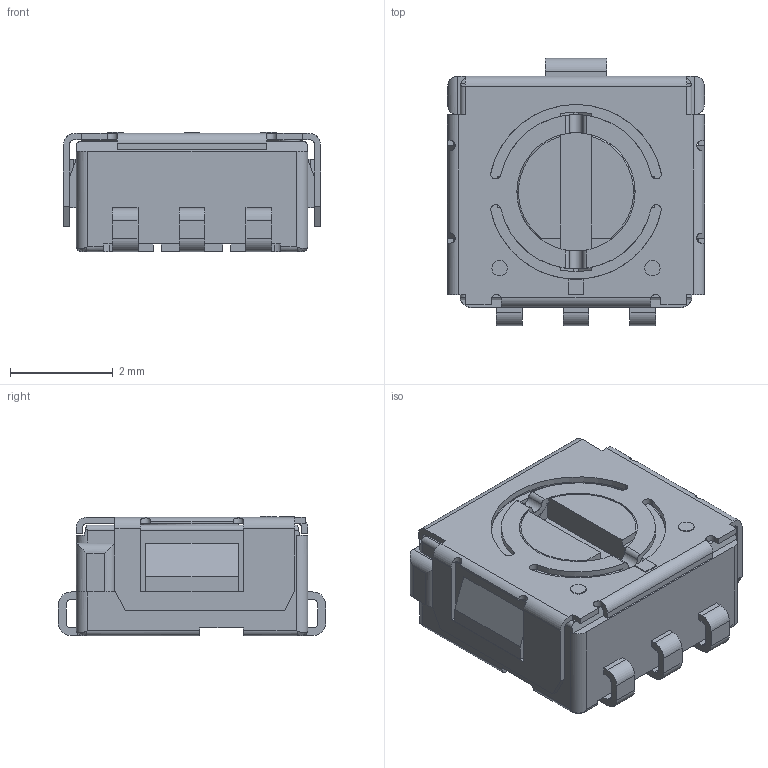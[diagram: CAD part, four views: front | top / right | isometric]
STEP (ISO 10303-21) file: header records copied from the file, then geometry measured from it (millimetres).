
FILE_DESCRIPTION(/* description */ (''),/* implementation_level */ '2;1');
FILE_NAME(/* name */ 'Nidec Copal CS-4-13NTA.step',/* time_stamp */ '2022-09-25T04:54:33+01:00',/* author */ (''),/* organization */ (''),/* preprocessor_version */ 'ST-DEVELOPER v19',/* originating_system */ 'Autodesk Translation Framework v11.7.0.108',/* authorisation */ '');
FILE_SCHEMA (('AUTOMOTIVE_DESIGN { 1 0 10303 214 3 1 1 }'));
Length unit declared in the file: millimetre
Products named in the file (3): Nidec Copal CS-4-13NTA; CS-4-13NA7 Dial; CS-4-13NA Body
Assembly tree (2 placements, depth 2):
  Nidec Copal CS-4-13NTA
    CS-4-13NA7 Dial
    CS-4-13NA Body
Bounding box: 5 x 5.2 x 2.32 mm (x, y, z)
Volume: 44.5 mm3; surface area: 190.5 mm2
Topology: 2 solids, 2 shells, 252 faces, 731 edges, 480 vertices
Faces by surface type: plane 157, cylinder 89, bspline 4, torus 2
Full cylindrical faces by diameter (mm): 0.3 x2, 0.4 x1, 0.8 x4, 2.3 x1, 3.4 x2, 3.8 x1
Entity records: 9038 total; most frequent: CARTESIAN_POINT 1910, ORIENTED_EDGE 1462, DIRECTION 1405, EDGE_CURVE 731, LINE 499, VECTOR 499, VERTEX_POINT 480, AXIS2_PLACEMENT_3D 453
